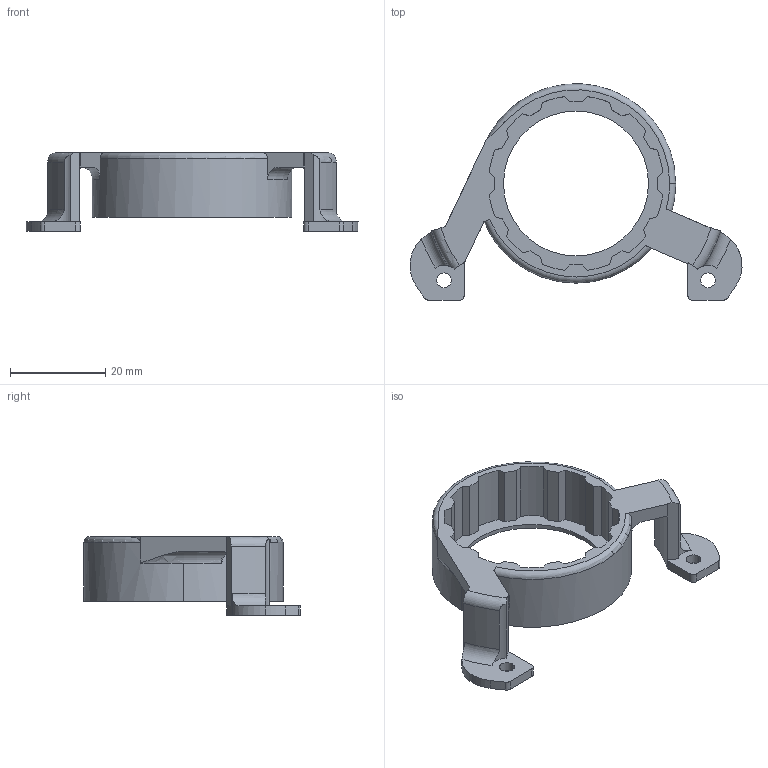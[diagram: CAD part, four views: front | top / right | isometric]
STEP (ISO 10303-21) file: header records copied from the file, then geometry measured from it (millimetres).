
FILE_DESCRIPTION (( 'STEP AP203' ), '1' );
FILE_NAME ('anti-rotation_front_bracket_axial_realistic.STEP', '2015-09-30T02:40:39', ( '' ), ( '' ), 'SwSTEP 2.0', 'SolidWorks 2014', '' );
FILE_SCHEMA (( 'CONFIG_CONTROL_DESIGN' ));
Length unit declared in the file: inch
Products named in the file (1): anti-rotation_front_bracket_axial_realistic
Bounding box: 69.8 x 45.48 x 16.61 mm (x, y, z)
Volume: 7029.2 mm3; surface area: 6401.3 mm2
Topology: 1 solids, 1 shells, 115 faces, 325 edges, 213 vertices
Faces by surface type: plane 64, cylinder 39, torus 11, bspline 1
Entity records: 3995 total; most frequent: CARTESIAN_POINT 868, ORIENTED_EDGE 650, DIRECTION 637, EDGE_CURVE 325, AXIS2_PLACEMENT_3D 216, VERTEX_POINT 213, VECTOR 205, LINE 205
